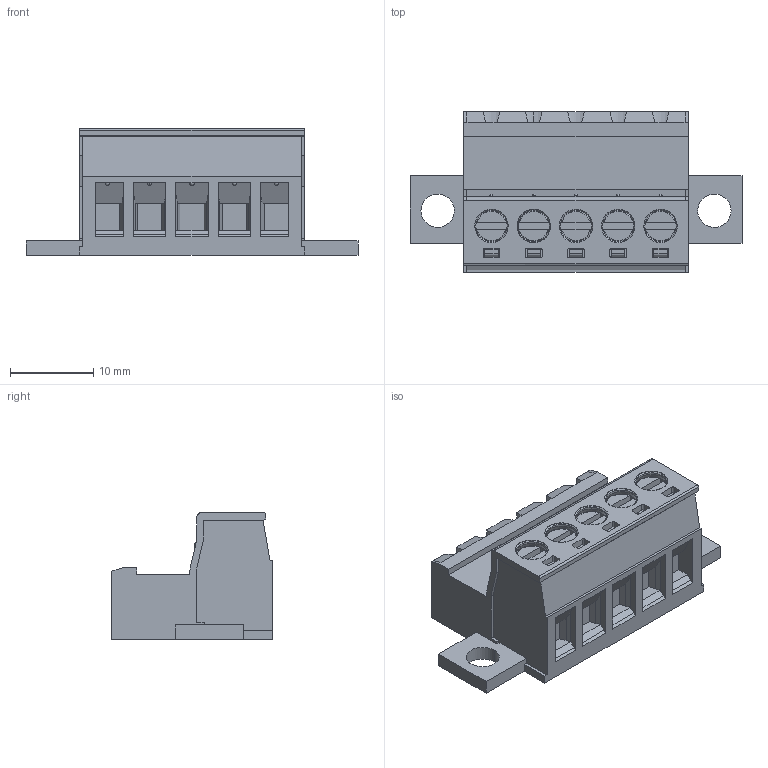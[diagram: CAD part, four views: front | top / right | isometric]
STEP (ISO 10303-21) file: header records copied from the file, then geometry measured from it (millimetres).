
FILE_DESCRIPTION( ('This file contains a STEP AP42 implementation' ,'as created by ZW3D STEP Interface translator.') ,'2;1' );
FILE_NAME( 'WJ2EDGKRL-5.08-05P.stp' ,'21 9 2.1616 5', (''), ('ZWCAD Software Co.'), 'Version 1.0', 'ZW3D to STEP translator', '' );
FILE_SCHEMA(('AUTOMOTIVE_DESIGN'));
Length unit declared in the file: millimetre
Products named in the file (2): 0; wj2edgkrl-508-08p.prt
Bounding box: 39.9 x 19.3 x 15.2 mm (x, y, z)
Volume: 4298.9 mm3; surface area: 4038.8 mm2
Topology: 1 solids, 1 shells, 587 faces, 1472 edges, 926 vertices
Faces by surface type: bspline 587
Entity records: 18930 total; most frequent: CARTESIAN_POINT 9589, ORIENTED_EDGE 2920, EDGE_CURVE 1460, B_SPLINE_CURVE_WITH_KNOTS 1131, VERTEX_POINT 926, EDGE_LOOP 642, FACE_OUTER_BOUND 587, ADVANCED_FACE 587
